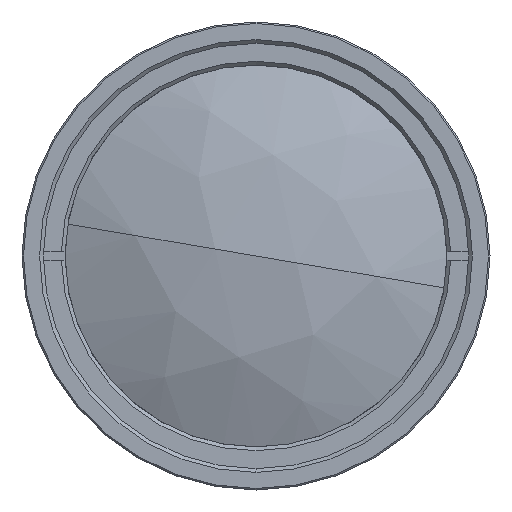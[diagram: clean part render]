
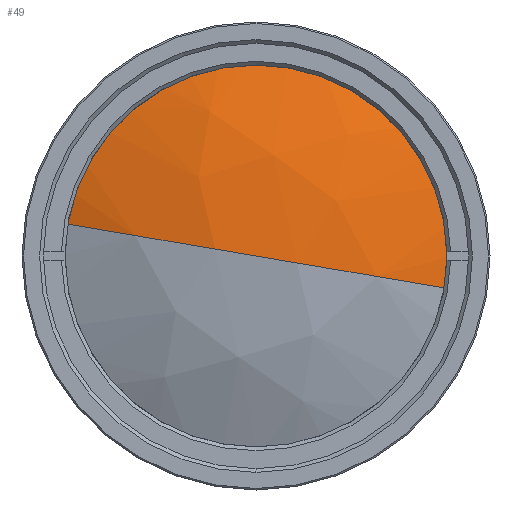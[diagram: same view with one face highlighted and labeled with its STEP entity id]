
A CAD part, left-side view. The second image highlights one B-rep face of the part: STEP entity #49.
In plain terms, the highlighted free-form (B-spline) face has degree [3, 3] with [4, 4] control points.
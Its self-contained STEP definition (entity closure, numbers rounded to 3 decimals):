
#49 = ADVANCED_FACE ( 'NONE', ( #4766 ), #4815, .T. ) ;
#271 = CARTESIAN_POINT ( 'NONE',  ( -0.85, -26.919, -4.559 ) ) ;
#657 = DIRECTION ( 'NONE',  ( 0., 0.167, -0.986 ) ) ;
#673 = CARTESIAN_POINT ( 'NONE',  ( -0.85, 25.497, 12.959 ) ) ;
#852 = CIRCLE ( 'NONE', #1425, 27. ) ;
#854 = CARTESIAN_POINT ( 'NONE',  ( -0.85, -28.342, 3.84 ) ) ;
#1031 = CARTESIAN_POINT ( 'NONE',  ( -9.164, -9.587, -1.624 ) ) ;
#1180 = DIRECTION ( 'NONE',  ( 0., -0.167, 0.986 ) ) ;
#1329 = CARTESIAN_POINT ( 'NONE',  ( -0.992, 0., 0. ) ) ;
#1425 = AXIS2_PLACEMENT_3D ( 'NONE', #5259, #5387, #8110 ) ;
#1644 = CARTESIAN_POINT ( 'NONE',  ( 4.628, -31.018, 19.641 ) ) ;
#2099 = CARTESIAN_POINT ( 'NONE',  ( 1.006, 24.108, 21.157 ) ) ;
#2836 = CIRCLE ( 'NONE', #6065, 63.86 ) ;
#2916 = CARTESIAN_POINT ( 'NONE',  ( -9.164, 9.587, 1.624 ) ) ;
#3078 = CARTESIAN_POINT ( 'NONE',  ( -0.992, -4.509, 26.621 ) ) ;
#3317 = CARTESIAN_POINT ( 'NONE',  ( 56.879, 0., 0. ) ) ;
#3654 = CARTESIAN_POINT ( 'NONE',  ( -7.041, -12.803, 17.364 ) ) ;
#3773 = EDGE_CURVE ( 'NONE', #8180, #7311, #7492, .T. ) ;
#4308 = ORIENTED_EDGE ( 'NONE', *, *, #7726, .T. ) ;
#4632 = CARTESIAN_POINT ( 'NONE',  ( -0.992, -26.621, -4.509 ) ) ;
#4766 = FACE_OUTER_BOUND ( 'NONE', #7048, .T. ) ;
#4815 =( BOUNDED_SURFACE ( )  B_SPLINE_SURFACE ( 3, 3, ( 
 ( #6735, #673, #2099, #6996 ),
 ( #2916, #5055, #5717, #8489 ),
 ( #1031, #4897, #3654, #4974 ),
 ( #271, #854, #7038, #1644 ) ),
 .UNSPECIFIED., .F., .F., .F. ) 
 B_SPLINE_SURFACE_WITH_KNOTS ( ( 4, 4 ),
 ( 4, 4 ),
 ( 0., 1. ),
 ( 0., 1. ),
 .UNSPECIFIED. ) 
 GEOMETRIC_REPRESENTATION_ITEM ( )  RATIONAL_B_SPLINE_SURFACE ( (
 ( 1., 0.984, 0.984, 1.),
 ( 0.936, 0.921, 0.921, 0.936),
 ( 0.936, 0.921, 0.921, 0.936),
 ( 1., 0.984, 0.984, 1.) ) ) 
 REPRESENTATION_ITEM ( '' )  SURFACE ( )  );
#4897 = CARTESIAN_POINT ( 'NONE',  ( -9.164, -11.214, 7.986 ) ) ;
#4974 = CARTESIAN_POINT ( 'NONE',  ( -2.898, -14.276, 26.062 ) ) ;
#5036 = VERTEX_POINT ( 'NONE', #4632 ) ;
#5055 = CARTESIAN_POINT ( 'NONE',  ( -9.164, 7.959, 11.233 ) ) ;
#5084 = AXIS2_PLACEMENT_3D ( 'NONE', #1329, #6714, #657 ) ;
#5259 = CARTESIAN_POINT ( 'NONE',  ( -0.992, 0., 0. ) ) ;
#5387 = DIRECTION ( 'NONE',  ( -1., 0., 0. ) ) ;
#5717 = CARTESIAN_POINT ( 'NONE',  ( -7.041, 6.371, 20.612 ) ) ;
#5732 = ORIENTED_EDGE ( 'NONE', *, *, #3773, .T. ) ;
#6065 = AXIS2_PLACEMENT_3D ( 'NONE', #3317, #1180, #8170 ) ;
#6714 = DIRECTION ( 'NONE',  ( -1., 0., 0. ) ) ;
#6735 = CARTESIAN_POINT ( 'NONE',  ( -0.85, 26.919, 4.559 ) ) ;
#6806 = ORIENTED_EDGE ( 'NONE', *, *, #8043, .T. ) ;
#6996 = CARTESIAN_POINT ( 'NONE',  ( 4.628, 22.821, 28.759 ) ) ;
#7032 = CARTESIAN_POINT ( 'NONE',  ( -0.992, 26.621, 4.509 ) ) ;
#7038 = CARTESIAN_POINT ( 'NONE',  ( 1.006, -29.73, 12.038 ) ) ;
#7048 = EDGE_LOOP ( 'NONE', ( #5732, #6806, #4308 ) ) ;
#7311 = VERTEX_POINT ( 'NONE', #7032 ) ;
#7492 = CIRCLE ( 'NONE', #5084, 27. ) ;
#7726 = EDGE_CURVE ( 'NONE', #5036, #8180, #852, .T. ) ;
#8043 = EDGE_CURVE ( 'NONE', #7311, #5036, #2836, .T. ) ;
#8110 = DIRECTION ( 'NONE',  ( 0., 0.167, -0.986 ) ) ;
#8170 = DIRECTION ( 'NONE',  ( 0., 0.986, 0.167 ) ) ;
#8180 = VERTEX_POINT ( 'NONE', #3078 ) ;
#8489 = CARTESIAN_POINT ( 'NONE',  ( -2.898, 4.898, 29.309 ) ) ;
